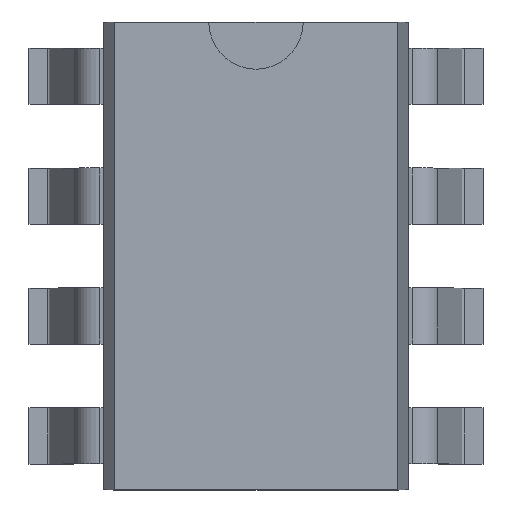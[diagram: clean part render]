
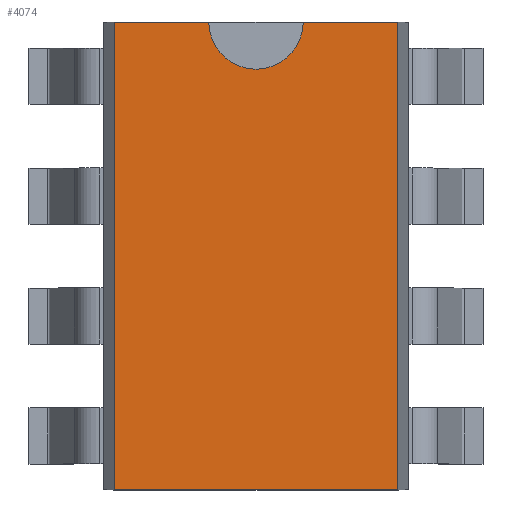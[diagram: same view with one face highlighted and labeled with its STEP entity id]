
A CAD part, top view. The second image highlights one B-rep face of the part: STEP entity #4074.
In plain terms, the highlighted planar face has unit normal (0, 0, 1).
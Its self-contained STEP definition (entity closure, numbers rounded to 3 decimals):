
#3825=CARTESIAN_POINT('',(3.002,-4.94,4.575));
#3826=VERTEX_POINT('',#3825);
#3833=CARTESIAN_POINT('',(-3.002,-4.94,4.575));
#3834=VERTEX_POINT('',#3833);
#3835=CARTESIAN_POINT('',(-3.002,-4.94,4.575));
#3836=DIRECTION('',(1.0,0.0,0.0));
#3837=VECTOR('',#3836,6.004);
#3838=LINE('',#3835,#3837);
#3839=EDGE_CURVE('',#3826,#3834,#3838,.F.);
#3871=CARTESIAN_POINT('',(-3.002,4.97,4.575));
#3872=VERTEX_POINT('',#3871);
#3888=CARTESIAN_POINT('',(-3.002,4.97,4.575));
#3889=DIRECTION('',(0.0,-1.0,0.0));
#3890=VECTOR('',#3889,9.91);
#3891=LINE('',#3888,#3890);
#3892=EDGE_CURVE('',#3834,#3872,#3891,.F.);
#4022=CARTESIAN_POINT('',(3.002,4.97,4.575));
#4023=VERTEX_POINT('',#4022);
#4030=CARTESIAN_POINT('',(3.002,-4.94,4.575));
#4031=DIRECTION('',(0.0,1.0,0.0));
#4032=VECTOR('',#4031,9.91);
#4033=LINE('',#4030,#4032);
#4034=EDGE_CURVE('',#3826,#4023,#4033,.T.);
#4041=CARTESIAN_POINT('',(3.075,-4.94,4.575));
#4042=DIRECTION('',(0.0,0.0,1.0));
#4043=DIRECTION('',(1.0,0.0,0.0));
#4044=AXIS2_PLACEMENT_3D('',#4041,#4042,#4043);
#4045=PLANE('',#4044);
#4046=CARTESIAN_POINT('',(1.,4.97,4.575));
#4047=VERTEX_POINT('',#4046);
#4048=CARTESIAN_POINT('',(-1.,4.97,4.575));
#4049=VERTEX_POINT('',#4048);
#4050=CARTESIAN_POINT('',(0.,4.97,4.575));
#4051=DIRECTION('',(0.0,0.0,-1.0));
#4052=DIRECTION('',(0.0,-1.0,0.0));
#4053=AXIS2_PLACEMENT_3D('',#4050,#4051,#4052);
#4054=CIRCLE('',#4053,1.0);
#4055=EDGE_CURVE('',#4047,#4049,#4054,.T.);
#4056=ORIENTED_EDGE('',*,*,#4055,.T.);
#4057=CARTESIAN_POINT('',(-1.,4.97,4.575));
#4058=DIRECTION('',(-1.0,0.0,0.0));
#4059=VECTOR('',#4058,2.002);
#4060=LINE('',#4057,#4059);
#4061=EDGE_CURVE('',#4049,#3872,#4060,.T.);
#4062=ORIENTED_EDGE('',*,*,#4061,.T.);
#4063=ORIENTED_EDGE('',*,*,#3892,.F.);
#4064=ORIENTED_EDGE('',*,*,#3839,.F.);
#4065=ORIENTED_EDGE('',*,*,#4034,.T.);
#4066=CARTESIAN_POINT('',(3.002,4.97,4.575));
#4067=DIRECTION('',(-1.0,0.0,0.0));
#4068=VECTOR('',#4067,2.002);
#4069=LINE('',#4066,#4068);
#4070=EDGE_CURVE('',#4023,#4047,#4069,.T.);
#4071=ORIENTED_EDGE('',*,*,#4070,.T.);
#4072=EDGE_LOOP('',(#4056,#4062,#4063,#4064,#4065,#4071));
#4073=FACE_OUTER_BOUND('',#4072,.T.);
#4074=ADVANCED_FACE('',(#4073),#4045,.T.);
